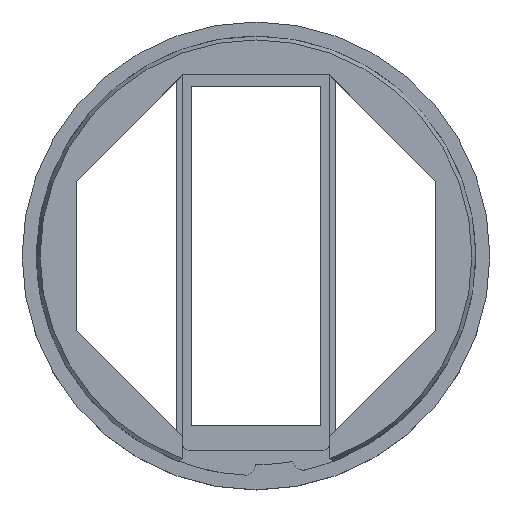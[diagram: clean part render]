
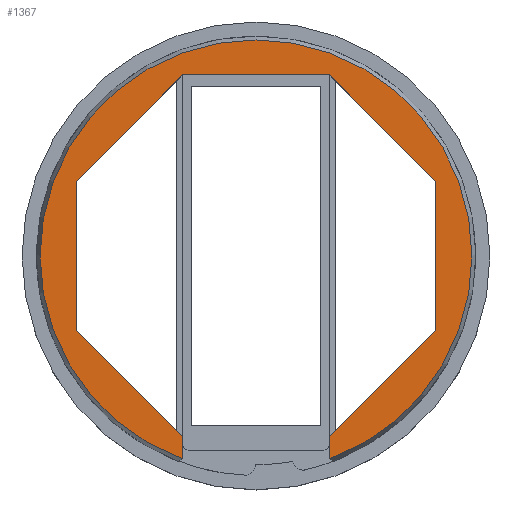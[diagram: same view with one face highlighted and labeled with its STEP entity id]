
A CAD part, top view. The second image highlights one B-rep face of the part: STEP entity #1367.
In plain terms, the highlighted planar face has unit normal (0, 0, 1).
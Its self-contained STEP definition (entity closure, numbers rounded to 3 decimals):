
#37=PLANE('',#1466);
#81=FACE_OUTER_BOUND('',#153,.T.);
#153=EDGE_LOOP('',(#992,#993,#994,#995,#996,#997,#998,#999,#1000,#1001,
#1002,#1003,#1004,#1005,#1006,#1007));
#248=LINE('',#2124,#378);
#252=LINE('',#2132,#382);
#254=LINE('',#2138,#384);
#258=LINE('',#2146,#388);
#260=LINE('',#2155,#390);
#261=LINE('',#2158,#391);
#262=LINE('',#2160,#392);
#263=LINE('',#2161,#393);
#264=LINE('',#2164,#394);
#265=LINE('',#2166,#395);
#266=LINE('',#2168,#396);
#267=LINE('',#2169,#397);
#268=LINE('',#2171,#398);
#269=LINE('',#2173,#399);
#270=LINE('',#2174,#400);
#378=VECTOR('',#1677,10.);
#382=VECTOR('',#1683,10.);
#384=VECTOR('',#1687,10.);
#388=VECTOR('',#1693,10.);
#390=VECTOR('',#1699,10.);
#391=VECTOR('',#1702,10.);
#392=VECTOR('',#1703,10.);
#393=VECTOR('',#1704,10.);
#394=VECTOR('',#1707,10.);
#395=VECTOR('',#1708,10.);
#396=VECTOR('',#1709,10.);
#397=VECTOR('',#1710,10.);
#398=VECTOR('',#1711,10.);
#399=VECTOR('',#1712,10.);
#400=VECTOR('',#1713,10.);
#483=CIRCLE('',#1467,30.);
#586=VERTEX_POINT('',#2120);
#588=VERTEX_POINT('',#2123);
#590=VERTEX_POINT('',#2128);
#591=VERTEX_POINT('',#2130);
#592=VERTEX_POINT('',#2134);
#594=VERTEX_POINT('',#2137);
#596=VERTEX_POINT('',#2142);
#597=VERTEX_POINT('',#2144);
#599=VERTEX_POINT('',#2151);
#600=VERTEX_POINT('',#2157);
#601=VERTEX_POINT('',#2159);
#602=VERTEX_POINT('',#2162);
#603=VERTEX_POINT('',#2165);
#604=VERTEX_POINT('',#2167);
#605=VERTEX_POINT('',#2170);
#606=VERTEX_POINT('',#2172);
#738=EDGE_CURVE('',#588,#586,#248,.T.);
#742=EDGE_CURVE('',#590,#591,#252,.T.);
#744=EDGE_CURVE('',#594,#592,#254,.T.);
#748=EDGE_CURVE('',#596,#597,#258,.T.);
#752=EDGE_CURVE('',#592,#599,#260,.T.);
#753=EDGE_CURVE('',#597,#600,#261,.T.);
#754=EDGE_CURVE('',#600,#601,#262,.T.);
#755=EDGE_CURVE('',#601,#594,#263,.T.);
#756=EDGE_CURVE('',#599,#602,#483,.T.);
#757=EDGE_CURVE('',#602,#590,#264,.T.);
#758=EDGE_CURVE('',#591,#603,#265,.T.);
#759=EDGE_CURVE('',#603,#604,#266,.T.);
#760=EDGE_CURVE('',#604,#588,#267,.T.);
#761=EDGE_CURVE('',#586,#605,#268,.T.);
#762=EDGE_CURVE('',#605,#606,#269,.T.);
#763=EDGE_CURVE('',#606,#596,#270,.T.);
#992=ORIENTED_EDGE('',*,*,#748,.T.);
#993=ORIENTED_EDGE('',*,*,#753,.T.);
#994=ORIENTED_EDGE('',*,*,#754,.T.);
#995=ORIENTED_EDGE('',*,*,#755,.T.);
#996=ORIENTED_EDGE('',*,*,#744,.T.);
#997=ORIENTED_EDGE('',*,*,#752,.T.);
#998=ORIENTED_EDGE('',*,*,#756,.T.);
#999=ORIENTED_EDGE('',*,*,#757,.T.);
#1000=ORIENTED_EDGE('',*,*,#742,.T.);
#1001=ORIENTED_EDGE('',*,*,#758,.T.);
#1002=ORIENTED_EDGE('',*,*,#759,.T.);
#1003=ORIENTED_EDGE('',*,*,#760,.T.);
#1004=ORIENTED_EDGE('',*,*,#738,.T.);
#1005=ORIENTED_EDGE('',*,*,#761,.T.);
#1006=ORIENTED_EDGE('',*,*,#762,.T.);
#1007=ORIENTED_EDGE('',*,*,#763,.T.);
#1367=ADVANCED_FACE('',(#81),#37,.T.);
#1466=AXIS2_PLACEMENT_3D('',#2156,#1700,#1701);
#1467=AXIS2_PLACEMENT_3D('',#2163,#1705,#1706);
#1677=DIRECTION('',(1.,0.,0.));
#1683=DIRECTION('',(-1.,0.,0.));
#1687=DIRECTION('',(-1.,0.,0.));
#1693=DIRECTION('',(1.,0.,0.));
#1699=DIRECTION('',(0.,-1.,0.));
#1700=DIRECTION('center_axis',(0.,0.,1.));
#1701=DIRECTION('ref_axis',(1.,0.,0.));
#1702=DIRECTION('',(0.707,-0.707,0.));
#1703=DIRECTION('',(0.,-1.,0.));
#1704=DIRECTION('',(-0.707,-0.707,0.));
#1705=DIRECTION('center_axis',(0.,0.,1.));
#1706=DIRECTION('ref_axis',(1.,0.,0.));
#1707=DIRECTION('',(0.,1.,0.));
#1708=DIRECTION('',(-0.707,0.707,0.));
#1709=DIRECTION('',(0.,1.,0.));
#1710=DIRECTION('',(0.707,0.707,0.));
#1711=DIRECTION('',(0.,1.,0.));
#1712=DIRECTION('',(1.,0.,0.));
#1713=DIRECTION('',(0.,-1.,0.));
#2120=CARTESIAN_POINT('',(-10.24,25.,0.));
#2123=CARTESIAN_POINT('',(-10.355,25.,0.));
#2124=CARTESIAN_POINT('',(-5.178,25.,0.));
#2128=CARTESIAN_POINT('',(-10.24,-25.,0.));
#2130=CARTESIAN_POINT('',(-10.355,-25.,0.));
#2132=CARTESIAN_POINT('',(5.178,-25.,0.));
#2134=CARTESIAN_POINT('',(10.24,-25.,0.));
#2137=CARTESIAN_POINT('',(10.355,-25.,0.));
#2138=CARTESIAN_POINT('',(5.178,-25.,0.));
#2142=CARTESIAN_POINT('',(10.24,25.,0.));
#2144=CARTESIAN_POINT('',(10.355,25.,0.));
#2146=CARTESIAN_POINT('',(-5.178,25.,0.));
#2151=CARTESIAN_POINT('',(10.24,-28.198,0.));
#2155=CARTESIAN_POINT('',(10.24,13.125,0.));
#2156=CARTESIAN_POINT('Origin',(0.,0.,0.));
#2157=CARTESIAN_POINT('',(25.,10.355,0.));
#2158=CARTESIAN_POINT('',(25.,10.355,0.));
#2159=CARTESIAN_POINT('',(25.,-10.355,0.));
#2160=CARTESIAN_POINT('',(25.,-10.355,0.));
#2161=CARTESIAN_POINT('',(21.339,-14.017,0.));
#2162=CARTESIAN_POINT('',(-10.24,-28.198,0.));
#2163=CARTESIAN_POINT('Origin',(0.,0.,0.));
#2164=CARTESIAN_POINT('',(-10.24,-18.125,0.));
#2165=CARTESIAN_POINT('',(-25.,-10.355,0.));
#2166=CARTESIAN_POINT('',(-25.,-10.355,0.));
#2167=CARTESIAN_POINT('',(-25.,10.355,0.));
#2168=CARTESIAN_POINT('',(-25.,10.355,0.));
#2169=CARTESIAN_POINT('',(-21.339,14.017,0.));
#2170=CARTESIAN_POINT('',(-10.24,25.24,0.));
#2171=CARTESIAN_POINT('',(-10.24,-18.125,0.));
#2172=CARTESIAN_POINT('',(10.24,25.24,0.));
#2173=CARTESIAN_POINT('',(-5.625,25.24,0.));
#2174=CARTESIAN_POINT('',(10.24,13.125,0.));
